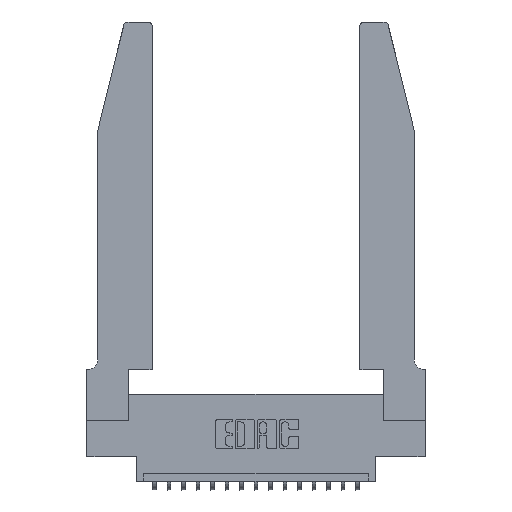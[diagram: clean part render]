
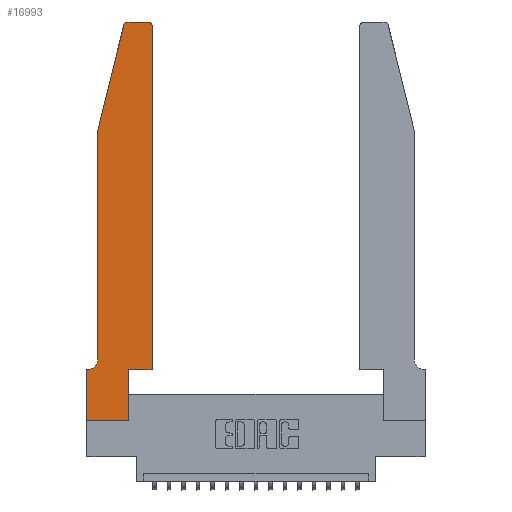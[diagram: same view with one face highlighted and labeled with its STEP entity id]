
A CAD part, top view. The second image highlights one B-rep face of the part: STEP entity #16993.
In plain terms, the highlighted planar face has unit normal (0, 0, 1).
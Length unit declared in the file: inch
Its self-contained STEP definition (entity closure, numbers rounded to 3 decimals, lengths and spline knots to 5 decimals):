
#37 = CARTESIAN_POINT ( 'NONE',  ( 0., 0., 0.37 ) ) ;
#501 = DIRECTION ( 'NONE',  ( 0., 0., 1. ) ) ;
#726 = CARTESIAN_POINT ( 'NONE',  ( 0.2865, 0.35, 0.37 ) ) ;
#1017 = VECTOR ( 'NONE', #6618, 39.37008 ) ;
#1082 = ORIENTED_EDGE ( 'NONE', *, *, #13071, .T. ) ;
#1308 = DIRECTION ( 'NONE',  ( 0., 1., 0. ) ) ;
#1343 = LINE ( 'NONE', #16718, #13547 ) ;
#1757 = EDGE_LOOP ( 'NONE', ( #1082, #11703, #8972, #6620, #7330, #11928, #19414, #5230, #8000, #19776, #8527, #17433 ) ) ;
#2075 = EDGE_CURVE ( 'NONE', #19654, #6847, #14363, .T. ) ;
#2149 = CARTESIAN_POINT ( 'NONE',  ( 0.25487, 2.72718, 0.37 ) ) ;
#2181 = EDGE_CURVE ( 'NONE', #3269, #15949, #12000, .T. ) ;
#2758 = VECTOR ( 'NONE', #9776, 39.37008 ) ;
#2876 = VECTOR ( 'NONE', #16411, 39.37008 ) ;
#2888 = EDGE_CURVE ( 'NONE', #8714, #19543, #9579, .T. ) ;
#3183 = LINE ( 'NONE', #37, #12783 ) ;
#3222 = EDGE_CURVE ( 'NONE', #15636, #4433, #4493, .T. ) ;
#3269 = VERTEX_POINT ( 'NONE', #5156 ) ;
#3350 = CARTESIAN_POINT ( 'NONE',  ( 0.0755, 0.35, 0.37 ) ) ;
#3448 = DIRECTION ( 'NONE',  ( 1., 0., 0. ) ) ;
#3469 = DIRECTION ( 'NONE',  ( -0.239, -0.971, 0. ) ) ;
#4157 = VERTEX_POINT ( 'NONE', #12462 ) ;
#4433 = VERTEX_POINT ( 'NONE', #2149 ) ;
#4450 = CARTESIAN_POINT ( 'NONE',  ( 0., 0.35, 0.37 ) ) ;
#4493 = CIRCLE ( 'NONE', #12732, 0.03 ) ;
#4516 = CARTESIAN_POINT ( 'NONE',  ( 0.284, 2.75, 0.37 ) ) ;
#4594 = CARTESIAN_POINT ( 'NONE',  ( 0.0055, 0.42, 0.37 ) ) ;
#5156 = CARTESIAN_POINT ( 'NONE',  ( 0., 0., 0.37 ) ) ;
#5230 = ORIENTED_EDGE ( 'NONE', *, *, #2181, .T. ) ;
#6175 = EDGE_CURVE ( 'NONE', #18598, #3269, #3183, .T. ) ;
#6202 = PLANE ( 'NONE',  #12564 ) ;
#6361 = EDGE_CURVE ( 'NONE', #19543, #18598, #14650, .T. ) ;
#6504 = LINE ( 'NONE', #18388, #14902 ) ;
#6618 = DIRECTION ( 'NONE',  ( -1., 0., 0. ) ) ;
#6620 = ORIENTED_EDGE ( 'NONE', *, *, #14630, .T. ) ;
#6650 = DIRECTION ( 'NONE',  ( 1., 0., 0. ) ) ;
#6830 = LINE ( 'NONE', #15588, #2758 ) ;
#6847 = VERTEX_POINT ( 'NONE', #10194 ) ;
#7330 = ORIENTED_EDGE ( 'NONE', *, *, #2888, .T. ) ;
#7421 = VECTOR ( 'NONE', #13634, 39.37008 ) ;
#7530 = CARTESIAN_POINT ( 'NONE',  ( 0.4205, 2.75, 0.37 ) ) ;
#7827 = CARTESIAN_POINT ( 'NONE',  ( 0., 0., 0.37 ) ) ;
#8000 = ORIENTED_EDGE ( 'NONE', *, *, #10000, .T. ) ;
#8460 = DIRECTION ( 'NONE',  ( 0., 0., 1. ) ) ;
#8527 = ORIENTED_EDGE ( 'NONE', *, *, #18198, .T. ) ;
#8714 = VERTEX_POINT ( 'NONE', #14655 ) ;
#8851 = CARTESIAN_POINT ( 'NONE',  ( 0.4505, 0.35, 0.37 ) ) ;
#8972 = ORIENTED_EDGE ( 'NONE', *, *, #19027, .T. ) ;
#9404 = DIRECTION ( 'NONE',  ( 0., -1., 0. ) ) ;
#9579 = CIRCLE ( 'NONE', #9772, 0.07 ) ;
#9586 = CARTESIAN_POINT ( 'NONE',  ( 0.4505, 0.35, 0.37 ) ) ;
#9623 = DIRECTION ( 'NONE',  ( 0., 0., 1. ) ) ;
#9740 = CARTESIAN_POINT ( 'NONE',  ( 0.2865, 0., 0.37 ) ) ;
#9772 = AXIS2_PLACEMENT_3D ( 'NONE', #4594, #19861, #15267 ) ;
#9776 = DIRECTION ( 'NONE',  ( -1., 0., 0. ) ) ;
#9873 = CARTESIAN_POINT ( 'NONE',  ( 0.0755, 2., 0.37 ) ) ;
#10000 = EDGE_CURVE ( 'NONE', #15949, #19654, #1343, .T. ) ;
#10010 = DIRECTION ( 'NONE',  ( 1., 0., 0. ) ) ;
#10194 = CARTESIAN_POINT ( 'NONE',  ( 0.4505, 0.35, 0.37 ) ) ;
#10239 = VERTEX_POINT ( 'NONE', #9873 ) ;
#11274 = DIRECTION ( 'NONE',  ( 0., 1., 0. ) ) ;
#11703 = ORIENTED_EDGE ( 'NONE', *, *, #3222, .T. ) ;
#11785 = LINE ( 'NONE', #16969, #14376 ) ;
#11928 = ORIENTED_EDGE ( 'NONE', *, *, #6361, .T. ) ;
#12000 = LINE ( 'NONE', #7827, #7421 ) ;
#12462 = CARTESIAN_POINT ( 'NONE',  ( 0.4505, 2.72, 0.37 ) ) ;
#12564 = AXIS2_PLACEMENT_3D ( 'NONE', #16945, #501, #3448 ) ;
#12732 = AXIS2_PLACEMENT_3D ( 'NONE', #14342, #9623, #6650 ) ;
#12777 = VECTOR ( 'NONE', #11274, 39.37008 ) ;
#12783 = VECTOR ( 'NONE', #16680, 39.37008 ) ;
#13071 = EDGE_CURVE ( 'NONE', #13477, #15636, #6830, .T. ) ;
#13477 = VERTEX_POINT ( 'NONE', #7530 ) ;
#13547 = VECTOR ( 'NONE', #1308, 39.37008 ) ;
#13634 = DIRECTION ( 'NONE',  ( 1., 0., 0. ) ) ;
#14342 = CARTESIAN_POINT ( 'NONE',  ( 0.284, 2.72, 0.37 ) ) ;
#14363 = LINE ( 'NONE', #8851, #2876 ) ;
#14376 = VECTOR ( 'NONE', #3469, 39.37008 ) ;
#14630 = EDGE_CURVE ( 'NONE', #10239, #8714, #6504, .T. ) ;
#14650 = LINE ( 'NONE', #3350, #1017 ) ;
#14655 = CARTESIAN_POINT ( 'NONE',  ( 0.0755, 0.42, 0.37 ) ) ;
#14902 = VECTOR ( 'NONE', #9404, 39.37008 ) ;
#15188 = CIRCLE ( 'NONE', #15786, 0.03 ) ;
#15267 = DIRECTION ( 'NONE',  ( -1., 0., 0. ) ) ;
#15588 = CARTESIAN_POINT ( 'NONE',  ( 0.2605, 2.75, 0.37 ) ) ;
#15636 = VERTEX_POINT ( 'NONE', #4516 ) ;
#15786 = AXIS2_PLACEMENT_3D ( 'NONE', #17649, #8460, #10010 ) ;
#15949 = VERTEX_POINT ( 'NONE', #9740 ) ;
#16411 = DIRECTION ( 'NONE',  ( 1., 0., 0. ) ) ;
#16680 = DIRECTION ( 'NONE',  ( 0., -1., 0. ) ) ;
#16718 = CARTESIAN_POINT ( 'NONE',  ( 0.2865, 0.35, 0.37 ) ) ;
#16945 = CARTESIAN_POINT ( 'NONE',  ( 0., 0.35, 0.37 ) ) ;
#16969 = CARTESIAN_POINT ( 'NONE',  ( 0.0755, 2., 0.37 ) ) ;
#16993 = ADVANCED_FACE ( 'NONE', ( #19415 ), #6202, .T. ) ;
#17433 = ORIENTED_EDGE ( 'NONE', *, *, #17662, .T. ) ;
#17649 = CARTESIAN_POINT ( 'NONE',  ( 0.4205, 2.72, 0.37 ) ) ;
#17662 = EDGE_CURVE ( 'NONE', #4157, #13477, #15188, .T. ) ;
#18198 = EDGE_CURVE ( 'NONE', #6847, #4157, #18783, .T. ) ;
#18388 = CARTESIAN_POINT ( 'NONE',  ( 0.0755, 2., 0.37 ) ) ;
#18598 = VERTEX_POINT ( 'NONE', #4450 ) ;
#18775 = CARTESIAN_POINT ( 'NONE',  ( 0.0055, 0.35, 0.37 ) ) ;
#18783 = LINE ( 'NONE', #9586, #12777 ) ;
#19027 = EDGE_CURVE ( 'NONE', #4433, #10239, #11785, .T. ) ;
#19414 = ORIENTED_EDGE ( 'NONE', *, *, #6175, .T. ) ;
#19415 = FACE_OUTER_BOUND ( 'NONE', #1757, .T. ) ;
#19543 = VERTEX_POINT ( 'NONE', #18775 ) ;
#19654 = VERTEX_POINT ( 'NONE', #726 ) ;
#19776 = ORIENTED_EDGE ( 'NONE', *, *, #2075, .T. ) ;
#19861 = DIRECTION ( 'NONE',  ( 0., 0., -1. ) ) ;
